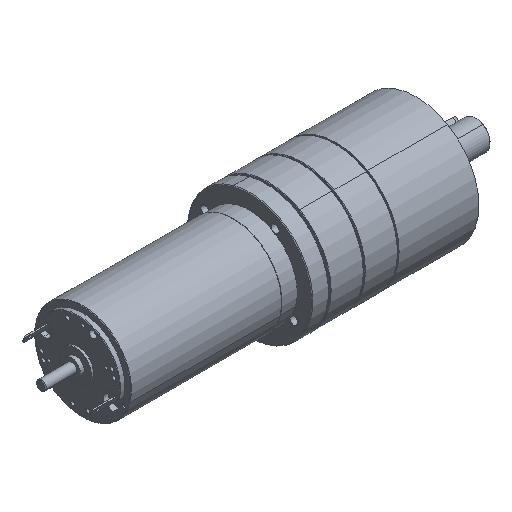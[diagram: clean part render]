
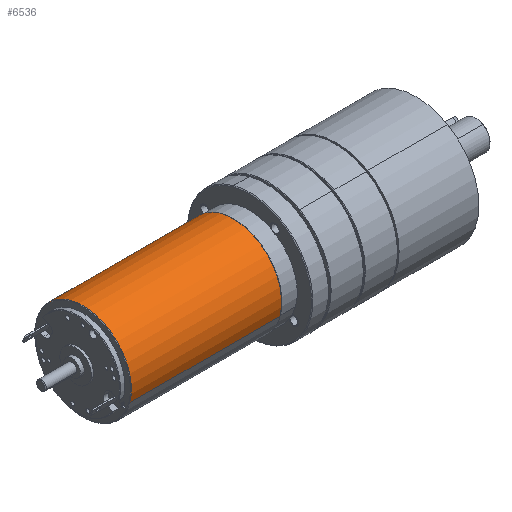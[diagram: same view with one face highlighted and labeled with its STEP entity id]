
A CAD part, isometric view. The second image highlights one B-rep face of the part: STEP entity #6536.
In plain terms, the highlighted cylindrical face has radius 20 mm (diameter 40 mm), a partial arc.
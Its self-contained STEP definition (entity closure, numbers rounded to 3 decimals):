
#2407 = DIRECTION ( 'NONE',  ( -1., 0., 0. ) ) ;
#6497 = VERTEX_POINT ( 'NONE', #19395 ) ;
#6536 = ADVANCED_FACE ( 'NONE', ( #20116 ), #8087, .T. ) ;
#6804 = VERTEX_POINT ( 'NONE', #13786 ) ;
#6897 = CIRCLE ( 'NONE', #17110, 20. ) ;
#7711 = CARTESIAN_POINT ( 'NONE',  ( 0., 0., 20. ) ) ;
#8087 = CYLINDRICAL_SURFACE ( 'NONE', #10621, 20. ) ;
#8346 = DIRECTION ( 'NONE',  ( 0., 0., 1. ) ) ;
#9150 = AXIS2_PLACEMENT_3D ( 'NONE', #13966, #2407, #15877 ) ;
#9238 = CARTESIAN_POINT ( 'NONE',  ( 26.8, 0., 0. ) ) ;
#9598 = CARTESIAN_POINT ( 'NONE',  ( 0., 0., 0. ) ) ;
#9951 = VERTEX_POINT ( 'NONE', #22013 ) ;
#10559 = VECTOR ( 'NONE', #14864, 1000. ) ;
#10621 = AXIS2_PLACEMENT_3D ( 'NONE', #9598, #16451, #8346 ) ;
#11193 = DIRECTION ( 'NONE',  ( 0., 0., 1. ) ) ;
#11201 = LINE ( 'NONE', #12898, #10559 ) ;
#11223 = CARTESIAN_POINT ( 'NONE',  ( 89.1, 0., -20. ) ) ;
#11295 = EDGE_CURVE ( 'NONE', #9951, #6804, #11510, .T. ) ;
#11510 = LINE ( 'NONE', #7711, #12094 ) ;
#12094 = VECTOR ( 'NONE', #19249, 1000. ) ;
#12898 = CARTESIAN_POINT ( 'NONE',  ( 0., 0., -20. ) ) ;
#13786 = CARTESIAN_POINT ( 'NONE',  ( 26.8, 0., 20. ) ) ;
#13887 = ORIENTED_EDGE ( 'NONE', *, *, #16683, .F. ) ;
#13951 = EDGE_CURVE ( 'NONE', #20143, #9951, #21748, .T. ) ;
#13966 = CARTESIAN_POINT ( 'NONE',  ( 89.1, 0., 0. ) ) ;
#14080 = ORIENTED_EDGE ( 'NONE', *, *, #13951, .T. ) ;
#14312 = ORIENTED_EDGE ( 'NONE', *, *, #11295, .T. ) ;
#14565 = ORIENTED_EDGE ( 'NONE', *, *, #17328, .F. ) ;
#14864 = DIRECTION ( 'NONE',  ( -1., 0., 0. ) ) ;
#15877 = DIRECTION ( 'NONE',  ( 0., 0., 1. ) ) ;
#16451 = DIRECTION ( 'NONE',  ( -1., 0., 0. ) ) ;
#16624 = EDGE_LOOP ( 'NONE', ( #13887, #14080, #14312, #14565 ) ) ;
#16683 = EDGE_CURVE ( 'NONE', #20143, #6497, #11201, .T. ) ;
#17110 = AXIS2_PLACEMENT_3D ( 'NONE', #9238, #22625, #11193 ) ;
#17328 = EDGE_CURVE ( 'NONE', #6497, #6804, #6897, .T. ) ;
#19249 = DIRECTION ( 'NONE',  ( -1., 0., 0. ) ) ;
#19395 = CARTESIAN_POINT ( 'NONE',  ( 26.8, 0., -20. ) ) ;
#20116 = FACE_OUTER_BOUND ( 'NONE', #16624, .T. ) ;
#20143 = VERTEX_POINT ( 'NONE', #11223 ) ;
#21748 = CIRCLE ( 'NONE', #9150, 20. ) ;
#22013 = CARTESIAN_POINT ( 'NONE',  ( 89.1, 0., 20. ) ) ;
#22625 = DIRECTION ( 'NONE',  ( -1., 0., 0. ) ) ;
